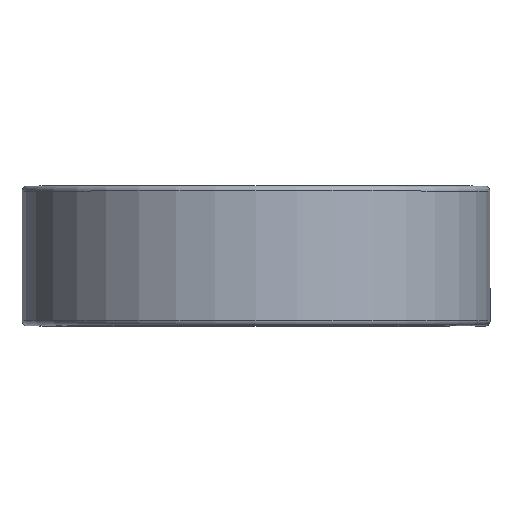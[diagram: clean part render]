
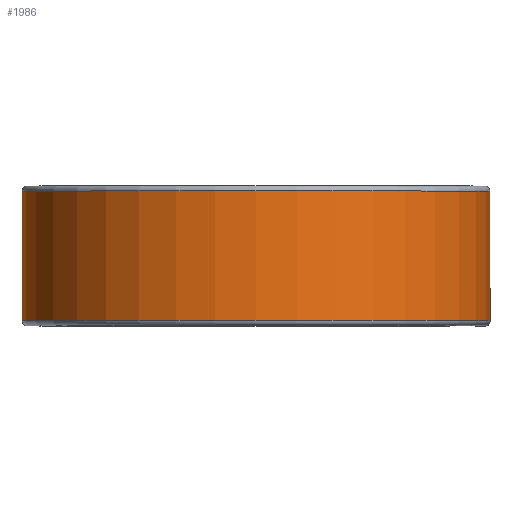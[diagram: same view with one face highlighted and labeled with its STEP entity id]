
A CAD part, top view. The second image highlights one B-rep face of the part: STEP entity #1986.
In plain terms, the highlighted cylindrical face has radius 34.557 mm (diameter 69.113 mm), a partial arc.
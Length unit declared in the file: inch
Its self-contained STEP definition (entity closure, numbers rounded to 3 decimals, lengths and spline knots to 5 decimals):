
#34 = CARTESIAN_POINT ( 'NONE',  ( 0., 0.37625, -1.3605 ) ) ;
#85 = DIRECTION ( 'NONE',  ( 0., 0., -1. ) ) ;
#114 = VECTOR ( 'NONE', #430, 39.37008 ) ;
#161 = VERTEX_POINT ( 'NONE', #1367 ) ;
#213 = DIRECTION ( 'NONE',  ( 0., 1., 0. ) ) ;
#232 = ORIENTED_EDGE ( 'NONE', *, *, #583, .F. ) ;
#256 = CARTESIAN_POINT ( 'NONE',  ( 0., 0.37625, -1.3605 ) ) ;
#273 = CARTESIAN_POINT ( 'NONE',  ( 1.3605, 0.37625, 0. ) ) ;
#387 = AXIS2_PLACEMENT_3D ( 'NONE', #906, #895, #539 ) ;
#430 = DIRECTION ( 'NONE',  ( 0., 1., 0. ) ) ;
#539 = DIRECTION ( 'NONE',  ( 0., 0., -1. ) ) ;
#567 = LINE ( 'NONE', #273, #1922 ) ;
#582 = VERTEX_POINT ( 'NONE', #34 ) ;
#583 = EDGE_CURVE ( 'NONE', #2418, #582, #640, .T. ) ;
#640 = LINE ( 'NONE', #256, #114 ) ;
#662 = ORIENTED_EDGE ( 'NONE', *, *, #1880, .T. ) ;
#684 = AXIS2_PLACEMENT_3D ( 'NONE', #2349, #1244, #85 ) ;
#832 = CYLINDRICAL_SURFACE ( 'NONE', #387, 1.3605 ) ;
#857 = CARTESIAN_POINT ( 'NONE',  ( 1.3605, 0.37625, 0. ) ) ;
#895 = DIRECTION ( 'NONE',  ( 0., -1., 0. ) ) ;
#906 = CARTESIAN_POINT ( 'NONE',  ( 0., 0.375, 0. ) ) ;
#1007 = EDGE_CURVE ( 'NONE', #161, #1870, #567, .T. ) ;
#1050 = EDGE_LOOP ( 'NONE', ( #1316, #662, #232, #2020 ) ) ;
#1078 = DIRECTION ( 'NONE',  ( 0., -1., 0. ) ) ;
#1188 = AXIS2_PLACEMENT_3D ( 'NONE', #2169, #1078, #2361 ) ;
#1244 = DIRECTION ( 'NONE',  ( 0., -1., 0. ) ) ;
#1316 = ORIENTED_EDGE ( 'NONE', *, *, #1007, .T. ) ;
#1367 = CARTESIAN_POINT ( 'NONE',  ( 1.3605, -0.37625, 0. ) ) ;
#1421 = CIRCLE ( 'NONE', #684, 1.3605 ) ;
#1633 = CARTESIAN_POINT ( 'NONE',  ( 0., -0.37625, -1.3605 ) ) ;
#1858 = CIRCLE ( 'NONE', #1188, 1.3605 ) ;
#1870 = VERTEX_POINT ( 'NONE', #857 ) ;
#1880 = EDGE_CURVE ( 'NONE', #1870, #582, #1421, .T. ) ;
#1919 = EDGE_CURVE ( 'NONE', #161, #2418, #1858, .T. ) ;
#1922 = VECTOR ( 'NONE', #213, 39.37008 ) ;
#1986 = ADVANCED_FACE ( 'NONE', ( #2056 ), #832, .T. ) ;
#2020 = ORIENTED_EDGE ( 'NONE', *, *, #1919, .F. ) ;
#2056 = FACE_OUTER_BOUND ( 'NONE', #1050, .T. ) ;
#2169 = CARTESIAN_POINT ( 'NONE',  ( 0., -0.37625, 0. ) ) ;
#2349 = CARTESIAN_POINT ( 'NONE',  ( 0., 0.37625, 0. ) ) ;
#2361 = DIRECTION ( 'NONE',  ( 0., 0., -1. ) ) ;
#2418 = VERTEX_POINT ( 'NONE', #1633 ) ;
